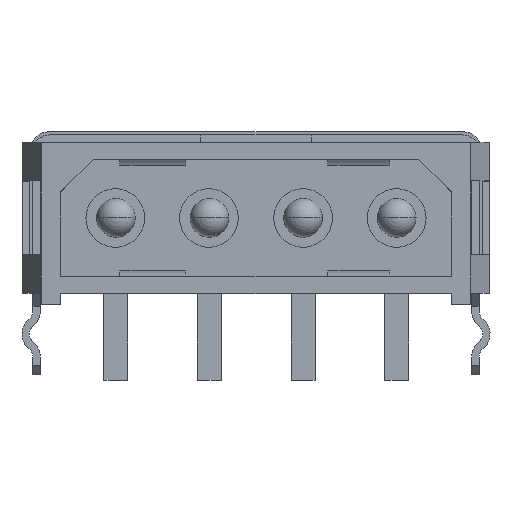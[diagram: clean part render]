
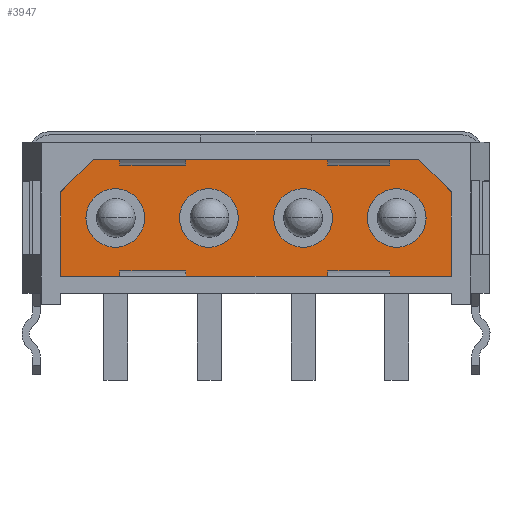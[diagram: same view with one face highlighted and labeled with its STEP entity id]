
A CAD part, top view. The second image highlights one B-rep face of the part: STEP entity #3947.
In plain terms, the highlighted planar face has unit normal (0, 0, 1).
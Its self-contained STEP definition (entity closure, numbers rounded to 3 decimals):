
#240=DIRECTION('',(-0.707,0.707,0.));
#241=VECTOR('',#240,2.517);
#242=CARTESIAN_POINT('',(10.605,1.405,-7.9));
#243=LINE('',#242,#241);
#244=DIRECTION('',(0.,1.,0.));
#245=VECTOR('',#244,4.585);
#246=CARTESIAN_POINT('',(10.605,-3.18,-7.9));
#247=LINE('',#246,#245);
#248=DIRECTION('',(1.,0.,0.));
#249=VECTOR('',#248,21.21);
#250=CARTESIAN_POINT('',(-10.605,-3.18,-7.9));
#251=LINE('',#250,#249);
#252=DIRECTION('',(0.,-1.,0.));
#253=VECTOR('',#252,4.585);
#254=CARTESIAN_POINT('',(-10.605,1.405,-7.9));
#255=LINE('',#254,#253);
#256=DIRECTION('',(-0.707,-0.707,0.));
#257=VECTOR('',#256,2.517);
#258=CARTESIAN_POINT('',(-8.825,3.185,-7.9));
#259=LINE('',#258,#257);
#260=DIRECTION('',(-1.,0.,0.));
#261=VECTOR('',#260,17.65);
#262=CARTESIAN_POINT('',(8.825,3.185,-7.9));
#263=LINE('',#262,#261);
#264=CARTESIAN_POINT('',(7.635,0.,-7.9));
#265=DIRECTION('',(0.,0.,1.));
#266=DIRECTION('',(1.,0.,0.));
#267=AXIS2_PLACEMENT_3D('',#264,#265,#266);
#269=CARTESIAN_POINT('',(7.635,0.,-7.9));
#270=DIRECTION('',(0.,0.,1.));
#271=DIRECTION('',(-1.,0.,0.));
#272=AXIS2_PLACEMENT_3D('',#269,#270,#271);
#274=CARTESIAN_POINT('',(2.555,0.,-7.9));
#275=DIRECTION('',(0.,0.,1.));
#276=DIRECTION('',(1.,0.,0.));
#277=AXIS2_PLACEMENT_3D('',#274,#275,#276);
#279=CARTESIAN_POINT('',(2.555,0.,-7.9));
#280=DIRECTION('',(0.,0.,1.));
#281=DIRECTION('',(-1.,0.,0.));
#282=AXIS2_PLACEMENT_3D('',#279,#280,#281);
#284=CARTESIAN_POINT('',(-7.635,0.,-7.9));
#285=DIRECTION('',(0.,0.,1.));
#286=DIRECTION('',(1.,0.,0.));
#287=AXIS2_PLACEMENT_3D('',#284,#285,#286);
#289=CARTESIAN_POINT('',(-7.635,0.,-7.9));
#290=DIRECTION('',(0.,0.,1.));
#291=DIRECTION('',(-1.,0.,0.));
#292=AXIS2_PLACEMENT_3D('',#289,#290,#291);
#294=CARTESIAN_POINT('',(-2.555,0.,-7.9));
#295=DIRECTION('',(0.,0.,1.));
#296=DIRECTION('',(1.,0.,0.));
#297=AXIS2_PLACEMENT_3D('',#294,#295,#296);
#299=CARTESIAN_POINT('',(-2.555,0.,-7.9));
#300=DIRECTION('',(0.,0.,1.));
#301=DIRECTION('',(-1.,0.,0.));
#302=AXIS2_PLACEMENT_3D('',#299,#300,#301);
#2864=CARTESIAN_POINT('',(10.605,-3.18,-7.9));
#2865=CARTESIAN_POINT('',(10.605,1.405,-7.9));
#2866=VERTEX_POINT('',#2864);
#2867=VERTEX_POINT('',#2865);
#2868=CARTESIAN_POINT('',(-10.605,-3.18,-7.9));
#2869=VERTEX_POINT('',#2868);
#2870=CARTESIAN_POINT('',(-10.605,1.405,-7.9));
#2871=VERTEX_POINT('',#2870);
#2872=CARTESIAN_POINT('',(8.825,3.185,-7.9));
#2873=CARTESIAN_POINT('',(-8.825,3.185,-7.9));
#2874=VERTEX_POINT('',#2872);
#2875=VERTEX_POINT('',#2873);
#3704=CARTESIAN_POINT('',(9.225,0.,-7.9));
#3705=CARTESIAN_POINT('',(6.045,0.,-7.9));
#3706=VERTEX_POINT('',#3704);
#3707=VERTEX_POINT('',#3705);
#3708=CARTESIAN_POINT('',(4.145,0.,-7.9));
#3709=CARTESIAN_POINT('',(0.965,0.,-7.9));
#3710=VERTEX_POINT('',#3708);
#3711=VERTEX_POINT('',#3709);
#3712=CARTESIAN_POINT('',(-6.045,0.,-7.9));
#3713=CARTESIAN_POINT('',(-9.225,0.,-7.9));
#3714=VERTEX_POINT('',#3712);
#3715=VERTEX_POINT('',#3713);
#3716=CARTESIAN_POINT('',(-0.965,0.,-7.9));
#3717=CARTESIAN_POINT('',(-4.145,0.,-7.9));
#3718=VERTEX_POINT('',#3716);
#3719=VERTEX_POINT('',#3717);
#3910=CARTESIAN_POINT('',(0.,0.,-7.9));
#3911=DIRECTION('',(0.,0.,-1.));
#3912=DIRECTION('',(-1.,0.,0.));
#3913=AXIS2_PLACEMENT_3D('',#3910,#3911,#3912);
#3914=PLANE('',#3913);
#3915=ORIENTED_EDGE('',*,*,#3904,.F.);
#3916=ORIENTED_EDGE('',*,*,#3794,.F.);
#3917=ORIENTED_EDGE('',*,*,#3809,.F.);
#3918=ORIENTED_EDGE('',*,*,#3843,.F.);
#3919=ORIENTED_EDGE('',*,*,#3857,.F.);
#3920=ORIENTED_EDGE('',*,*,#3871,.F.);
#3921=EDGE_LOOP('',(#3915,#3916,#3917,#3918,#3919,#3920));
#3922=FACE_OUTER_BOUND('',#3921,.F.);
#3924=ORIENTED_EDGE('',*,*,#3923,.T.);
#3926=ORIENTED_EDGE('',*,*,#3925,.T.);
#3927=EDGE_LOOP('',(#3924,#3926));
#3928=FACE_BOUND('',#3927,.F.);
#3930=ORIENTED_EDGE('',*,*,#3929,.T.);
#3932=ORIENTED_EDGE('',*,*,#3931,.T.);
#3933=EDGE_LOOP('',(#3930,#3932));
#3934=FACE_BOUND('',#3933,.F.);
#3936=ORIENTED_EDGE('',*,*,#3935,.T.);
#3938=ORIENTED_EDGE('',*,*,#3937,.T.);
#3939=EDGE_LOOP('',(#3936,#3938));
#3940=FACE_BOUND('',#3939,.F.);
#3942=ORIENTED_EDGE('',*,*,#3941,.T.);
#3944=ORIENTED_EDGE('',*,*,#3943,.T.);
#3945=EDGE_LOOP('',(#3942,#3944));
#3946=FACE_BOUND('',#3945,.F.);
#3947=ADVANCED_FACE('',(#3922,#3928,#3934,#3940,#3946),#3914,.F.);
#268=CIRCLE('',#267,1.59);
#273=CIRCLE('',#272,1.59);
#278=CIRCLE('',#277,1.59);
#283=CIRCLE('',#282,1.59);
#288=CIRCLE('',#287,1.59);
#293=CIRCLE('',#292,1.59);
#298=CIRCLE('',#297,1.59);
#303=CIRCLE('',#302,1.59);
#3794=EDGE_CURVE('',#2866,#2867,#247,.T.);
#3809=EDGE_CURVE('',#2869,#2866,#251,.T.);
#3843=EDGE_CURVE('',#2871,#2869,#255,.T.);
#3857=EDGE_CURVE('',#2875,#2871,#259,.T.);
#3871=EDGE_CURVE('',#2874,#2875,#263,.T.);
#3904=EDGE_CURVE('',#2867,#2874,#243,.T.);
#3923=EDGE_CURVE('',#3706,#3707,#268,.T.);
#3925=EDGE_CURVE('',#3707,#3706,#273,.T.);
#3929=EDGE_CURVE('',#3710,#3711,#278,.T.);
#3931=EDGE_CURVE('',#3711,#3710,#283,.T.);
#3935=EDGE_CURVE('',#3714,#3715,#288,.T.);
#3937=EDGE_CURVE('',#3715,#3714,#293,.T.);
#3941=EDGE_CURVE('',#3718,#3719,#298,.T.);
#3943=EDGE_CURVE('',#3719,#3718,#303,.T.);
